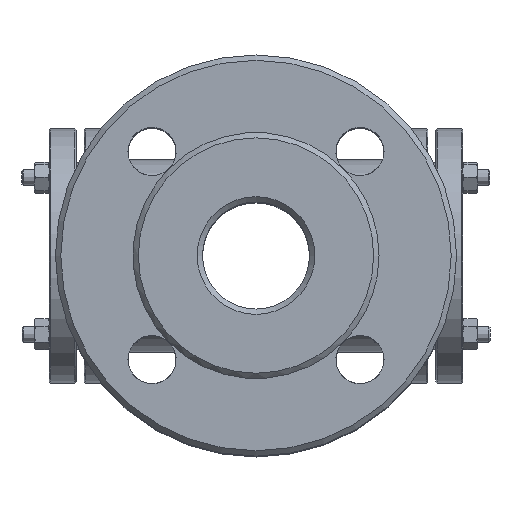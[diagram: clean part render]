
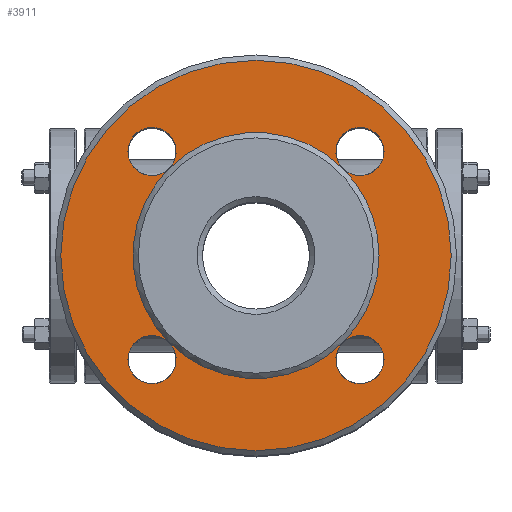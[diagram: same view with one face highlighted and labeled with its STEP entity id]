
A CAD part, top view. The second image highlights one B-rep face of the part: STEP entity #3911.
In plain terms, the highlighted planar face has unit normal (0, 0, 1).
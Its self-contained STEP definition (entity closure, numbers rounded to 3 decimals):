
#252=FACE_BOUND('',#840,.T.);
#333=PLANE('',#4399);
#562=FACE_OUTER_BOUND('',#839,.T.);
#839=EDGE_LOOP('',(#3309));
#840=EDGE_LOOP('',(#3310,#3311,#3312,#3313,#3314,#3315,#3316,#3317,#3318,
#3319,#3320,#3321,#3322));
#928=CIRCLE('',#4112,9.);
#930=CIRCLE('',#4114,9.);
#931=CIRCLE('',#4116,9.);
#933=CIRCLE('',#4118,9.);
#1017=CIRCLE('',#4250,9.);
#1018=CIRCLE('',#4251,9.);
#1020=CIRCLE('',#4254,9.);
#1021=CIRCLE('',#4255,9.);
#1089=CIRCLE('',#4370,46.);
#1090=CIRCLE('',#4371,46.);
#1092=CIRCLE('',#4373,46.);
#1093=CIRCLE('',#4374,46.);
#1094=CIRCLE('',#4375,46.);
#1108=CIRCLE('',#4400,73.);
#1684=VERTEX_POINT('',#6738);
#1685=VERTEX_POINT('',#6739);
#1687=VERTEX_POINT('',#6746);
#1688=VERTEX_POINT('',#6747);
#1774=VERTEX_POINT('',#7428);
#1775=VERTEX_POINT('',#7429);
#1777=VERTEX_POINT('',#7436);
#1778=VERTEX_POINT('',#7437);
#1839=VERTEX_POINT('',#7754);
#1852=VERTEX_POINT('',#8092);
#2089=EDGE_CURVE('',#1684,#1685,#928,.T.);
#2092=EDGE_CURVE('',#1685,#1684,#930,.T.);
#2093=EDGE_CURVE('',#1687,#1688,#931,.T.);
#2096=EDGE_CURVE('',#1688,#1687,#933,.T.);
#2218=EDGE_CURVE('',#1774,#1775,#1017,.T.);
#2219=EDGE_CURVE('',#1775,#1774,#1018,.T.);
#2222=EDGE_CURVE('',#1777,#1778,#1020,.T.);
#2223=EDGE_CURVE('',#1778,#1777,#1021,.T.);
#2320=EDGE_CURVE('',#1687,#1777,#1089,.T.);
#2321=EDGE_CURVE('',#1777,#1839,#1090,.T.);
#2324=EDGE_CURVE('',#1839,#1774,#1092,.T.);
#2325=EDGE_CURVE('',#1774,#1684,#1093,.T.);
#2326=EDGE_CURVE('',#1687,#1684,#1094,.T.);
#2353=EDGE_CURVE('',#1852,#1852,#1108,.T.);
#3309=ORIENTED_EDGE('',*,*,#2353,.F.);
#3310=ORIENTED_EDGE('',*,*,#2320,.F.);
#3311=ORIENTED_EDGE('',*,*,#2096,.F.);
#3312=ORIENTED_EDGE('',*,*,#2093,.F.);
#3313=ORIENTED_EDGE('',*,*,#2326,.T.);
#3314=ORIENTED_EDGE('',*,*,#2092,.F.);
#3315=ORIENTED_EDGE('',*,*,#2089,.F.);
#3316=ORIENTED_EDGE('',*,*,#2325,.F.);
#3317=ORIENTED_EDGE('',*,*,#2218,.T.);
#3318=ORIENTED_EDGE('',*,*,#2219,.T.);
#3319=ORIENTED_EDGE('',*,*,#2324,.F.);
#3320=ORIENTED_EDGE('',*,*,#2321,.F.);
#3321=ORIENTED_EDGE('',*,*,#2222,.T.);
#3322=ORIENTED_EDGE('',*,*,#2223,.T.);
#3911=ADVANCED_FACE('',(#562,#252),#333,.T.);
#4112=AXIS2_PLACEMENT_3D('',#6740,#4782,#4783);
#4114=AXIS2_PLACEMENT_3D('',#6744,#4787,#4788);
#4116=AXIS2_PLACEMENT_3D('',#6748,#4791,#4792);
#4118=AXIS2_PLACEMENT_3D('',#6752,#4796,#4797);
#4250=AXIS2_PLACEMENT_3D('',#7430,#5086,#5087);
#4251=AXIS2_PLACEMENT_3D('',#7431,#5088,#5089);
#4254=AXIS2_PLACEMENT_3D('',#7438,#5095,#5096);
#4255=AXIS2_PLACEMENT_3D('',#7439,#5097,#5098);
#4370=AXIS2_PLACEMENT_3D('',#7753,#5354,#5355);
#4371=AXIS2_PLACEMENT_3D('',#7755,#5356,#5357);
#4373=AXIS2_PLACEMENT_3D('',#7759,#5361,#5362);
#4374=AXIS2_PLACEMENT_3D('',#7760,#5363,#5364);
#4375=AXIS2_PLACEMENT_3D('',#7761,#5365,#5366);
#4399=AXIS2_PLACEMENT_3D('',#8091,#5420,#5421);
#4400=AXIS2_PLACEMENT_3D('',#8093,#5422,#5423);
#4782=DIRECTION('center_axis',(0.,0.,1.));
#4783=DIRECTION('ref_axis',(1.,0.,0.));
#4787=DIRECTION('center_axis',(0.,0.,1.));
#4788=DIRECTION('ref_axis',(1.,0.,0.));
#4791=DIRECTION('center_axis',(0.,0.,1.));
#4792=DIRECTION('ref_axis',(1.,0.,0.));
#4796=DIRECTION('center_axis',(0.,0.,1.));
#4797=DIRECTION('ref_axis',(1.,0.,0.));
#5086=DIRECTION('center_axis',(0.,0.,-1.));
#5087=DIRECTION('ref_axis',(-1.,0.,0.));
#5088=DIRECTION('center_axis',(0.,0.,-1.));
#5089=DIRECTION('ref_axis',(-1.,0.,0.));
#5095=DIRECTION('center_axis',(0.,0.,-1.));
#5096=DIRECTION('ref_axis',(-1.,0.,0.));
#5097=DIRECTION('center_axis',(0.,0.,-1.));
#5098=DIRECTION('ref_axis',(-1.,0.,0.));
#5354=DIRECTION('center_axis',(0.,0.,1.));
#5355=DIRECTION('ref_axis',(-1.,0.,0.));
#5356=DIRECTION('center_axis',(0.,0.,1.));
#5357=DIRECTION('ref_axis',(-1.,0.,0.));
#5361=DIRECTION('center_axis',(0.,0.,1.));
#5362=DIRECTION('ref_axis',(-1.,0.,0.));
#5363=DIRECTION('center_axis',(0.,0.,1.));
#5364=DIRECTION('ref_axis',(-1.,0.,0.));
#5365=DIRECTION('center_axis',(0.,0.,-1.));
#5366=DIRECTION('ref_axis',(1.,0.,0.));
#5420=DIRECTION('center_axis',(0.,0.,1.));
#5421=DIRECTION('ref_axis',(1.,0.,0.));
#5422=DIRECTION('center_axis',(0.,0.,-1.));
#5423=DIRECTION('ref_axis',(-1.,0.,0.));
#6738=CARTESIAN_POINT('',(-32.527,32.527,198.));
#6739=CARTESIAN_POINT('',(-47.891,38.891,198.));
#6740=CARTESIAN_POINT('Origin',(-38.891,38.891,198.));
#6744=CARTESIAN_POINT('Origin',(-38.891,38.891,198.));
#6746=CARTESIAN_POINT('',(-32.527,-32.527,198.));
#6747=CARTESIAN_POINT('',(-47.891,-38.891,198.));
#6748=CARTESIAN_POINT('Origin',(-38.891,-38.891,198.));
#6752=CARTESIAN_POINT('Origin',(-38.891,-38.891,198.));
#7428=CARTESIAN_POINT('',(32.527,32.527,198.));
#7429=CARTESIAN_POINT('',(47.891,38.891,198.));
#7430=CARTESIAN_POINT('Origin',(38.891,38.891,198.));
#7431=CARTESIAN_POINT('Origin',(38.891,38.891,198.));
#7436=CARTESIAN_POINT('',(32.527,-32.527,198.));
#7437=CARTESIAN_POINT('',(47.891,-38.891,198.));
#7438=CARTESIAN_POINT('Origin',(38.891,-38.891,198.));
#7439=CARTESIAN_POINT('Origin',(38.891,-38.891,198.));
#7753=CARTESIAN_POINT('Origin',(0.,0.,198.));
#7754=CARTESIAN_POINT('',(46.,0.,198.));
#7755=CARTESIAN_POINT('Origin',(0.,0.,198.));
#7759=CARTESIAN_POINT('Origin',(0.,0.,198.));
#7760=CARTESIAN_POINT('Origin',(0.,0.,198.));
#7761=CARTESIAN_POINT('Origin',(0.,0.,198.));
#8091=CARTESIAN_POINT('Origin',(0.,0.,198.));
#8092=CARTESIAN_POINT('',(73.,0.,198.));
#8093=CARTESIAN_POINT('Origin',(0.,0.,198.));
